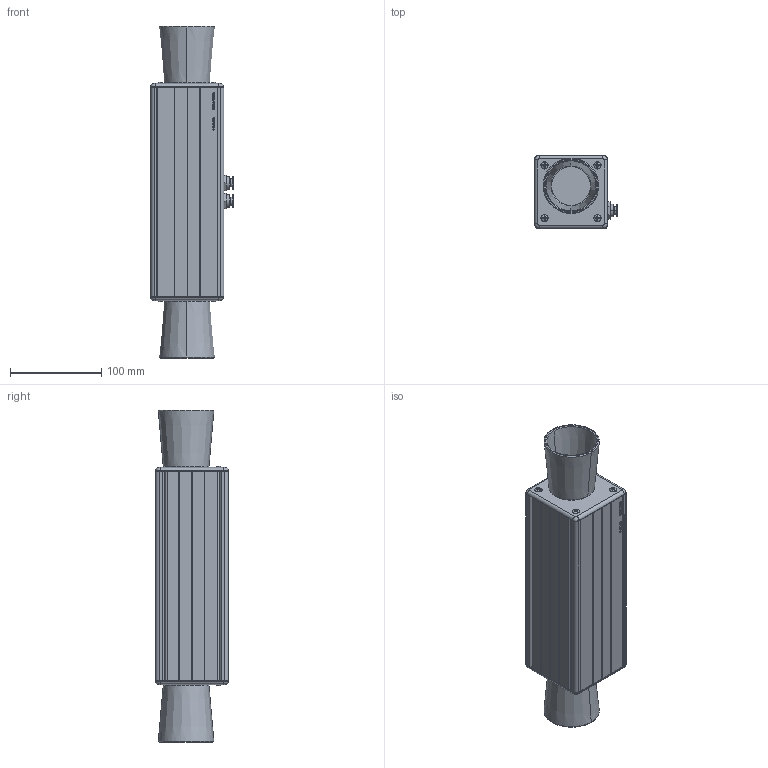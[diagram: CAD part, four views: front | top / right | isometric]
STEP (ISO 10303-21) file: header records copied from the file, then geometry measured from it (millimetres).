
FILE_DESCRIPTION (( 'STEP AP214' ), '1' );
FILE_NAME ('08_304_4.STEP', '2016-01-04T13:32:26', ( '' ), ( '' ), 'SwSTEP 2.0', 'SolidWorks 2016', '' );
FILE_SCHEMA (( 'AUTOMOTIVE_DESIGN' ));
Length unit declared in the file: millimetre
Products named in the file (1): 08_304_4
Bounding box: 91 x 80 x 364 mm (x, y, z)
Volume: 349186.3 mm3; surface area: 288687.8 mm2
Topology: 18 solids, 18 shells, 1130 faces, 2948 edges, 1908 vertices
Faces by surface type: plane 567, cylinder 216, bspline 199, torus 76, cone 56, sphere 16
Entity records: 46089 total; most frequent: CARTESIAN_POINT 18634, ORIENTED_EDGE 5864, DIRECTION 5182, EDGE_CURVE 2932, VERTEX_POINT 1908, AXIS2_PLACEMENT_3D 1780, LINE 1622, VECTOR 1622
